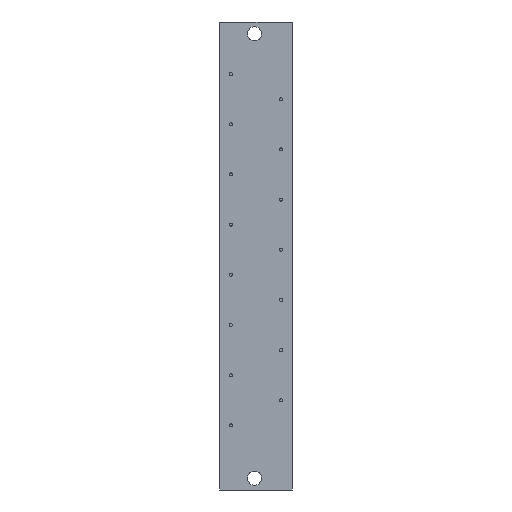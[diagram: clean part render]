
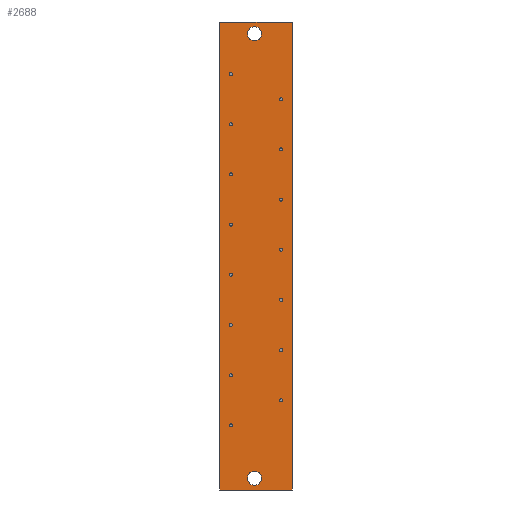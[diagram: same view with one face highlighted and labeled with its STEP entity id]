
A CAD part, front view. The second image highlights one B-rep face of the part: STEP entity #2688.
In plain terms, the highlighted planar face has unit normal (0, -1, 0).
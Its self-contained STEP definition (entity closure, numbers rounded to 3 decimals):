
#1697=LINE('',#8134,#2245);
#1727=LINE('',#8192,#2275);
#1735=LINE('',#8208,#2283);
#1806=LINE('',#8345,#2354);
#2245=VECTOR('',#6930,1.);
#2275=VECTOR('',#6984,1.);
#2283=VECTOR('',#6996,1.);
#2354=VECTOR('',#7125,1.);
#2438=FACE_BOUND('',#3368,.T.);
#2439=FACE_BOUND('',#3369,.T.);
#2440=FACE_BOUND('',#3370,.T.);
#2441=FACE_BOUND('',#3371,.T.);
#2442=FACE_BOUND('',#3372,.T.);
#2443=FACE_BOUND('',#3373,.T.);
#2444=FACE_BOUND('',#3374,.T.);
#2445=FACE_BOUND('',#3375,.T.);
#2446=FACE_BOUND('',#3376,.T.);
#2447=FACE_BOUND('',#3377,.T.);
#2448=FACE_BOUND('',#3378,.T.);
#2449=FACE_BOUND('',#3379,.T.);
#2450=FACE_BOUND('',#3380,.T.);
#2451=FACE_BOUND('',#3381,.T.);
#2452=FACE_BOUND('',#3382,.T.);
#2453=FACE_BOUND('',#3383,.T.);
#2454=FACE_BOUND('',#3384,.T.);
#2455=FACE_BOUND('',#3385,.T.);
#2688=ADVANCED_FACE('',(#2438,#2439,#2440,#2441,#2442,#2443,#2444,#2445,
#2446,#2447,#2448,#2449,#2450,#2451,#2452,#2453,#2454,#2455),#2905,.T.);
#2905=PLANE('',#6050);
#3368=EDGE_LOOP('',(#4529));
#3369=EDGE_LOOP('',(#4530));
#3370=EDGE_LOOP('',(#4531));
#3371=EDGE_LOOP('',(#4532));
#3372=EDGE_LOOP('',(#4533));
#3373=EDGE_LOOP('',(#4534));
#3374=EDGE_LOOP('',(#4535));
#3375=EDGE_LOOP('',(#4536));
#3376=EDGE_LOOP('',(#4537));
#3377=EDGE_LOOP('',(#4538));
#3378=EDGE_LOOP('',(#4539));
#3379=EDGE_LOOP('',(#4540));
#3380=EDGE_LOOP('',(#4541));
#3381=EDGE_LOOP('',(#4542));
#3382=EDGE_LOOP('',(#4543));
#3383=EDGE_LOOP('',(#4544));
#3384=EDGE_LOOP('',(#4545));
#3385=EDGE_LOOP('',(#4546,#4547,#4548,#4549));
#4529=ORIENTED_EDGE('',*,*,#4952,.T.);
#4530=ORIENTED_EDGE('',*,*,#4966,.T.);
#4531=ORIENTED_EDGE('',*,*,#4980,.T.);
#4532=ORIENTED_EDGE('',*,*,#4994,.T.);
#4533=ORIENTED_EDGE('',*,*,#5008,.T.);
#4534=ORIENTED_EDGE('',*,*,#5034,.T.);
#4535=ORIENTED_EDGE('',*,*,#5048,.T.);
#4536=ORIENTED_EDGE('',*,*,#5062,.T.);
#4537=ORIENTED_EDGE('',*,*,#5076,.T.);
#4538=ORIENTED_EDGE('',*,*,#5090,.T.);
#4539=ORIENTED_EDGE('',*,*,#5104,.T.);
#4540=ORIENTED_EDGE('',*,*,#5198,.T.);
#4541=ORIENTED_EDGE('',*,*,#5112,.T.);
#4542=ORIENTED_EDGE('',*,*,#5106,.T.);
#4543=ORIENTED_EDGE('',*,*,#5531,.T.);
#4544=ORIENTED_EDGE('',*,*,#5108,.T.);
#4545=ORIENTED_EDGE('',*,*,#5110,.T.);
#4546=ORIENTED_EDGE('',*,*,#5530,.T.);
#4547=ORIENTED_EDGE('',*,*,#5421,.T.);
#4548=ORIENTED_EDGE('',*,*,#5451,.T.);
#4549=ORIENTED_EDGE('',*,*,#5459,.F.);
#4554=VERTEX_POINT('',#7145);
#4564=VERTEX_POINT('',#7176);
#4574=VERTEX_POINT('',#7207);
#4584=VERTEX_POINT('',#7238);
#4594=VERTEX_POINT('',#7269);
#4612=VERTEX_POINT('',#7325);
#4622=VERTEX_POINT('',#7356);
#4632=VERTEX_POINT('',#7387);
#4642=VERTEX_POINT('',#7418);
#4652=VERTEX_POINT('',#7449);
#4662=VERTEX_POINT('',#7480);
#4664=VERTEX_POINT('',#7486);
#4666=VERTEX_POINT('',#7492);
#4668=VERTEX_POINT('',#7498);
#4670=VERTEX_POINT('',#7503);
#4732=VERTEX_POINT('',#7682);
#4889=VERTEX_POINT('',#8133);
#4890=VERTEX_POINT('',#8135);
#4905=VERTEX_POINT('',#8191);
#4911=VERTEX_POINT('',#8207);
#4949=VERTEX_POINT('',#8348);
#4952=EDGE_CURVE('',#4554,#4554,#5534,.T.);
#4966=EDGE_CURVE('',#4564,#4564,#5536,.T.);
#4980=EDGE_CURVE('',#4574,#4574,#5538,.T.);
#4994=EDGE_CURVE('',#4584,#4584,#5540,.T.);
#5008=EDGE_CURVE('',#4594,#4594,#5542,.T.);
#5034=EDGE_CURVE('',#4612,#4612,#5544,.T.);
#5048=EDGE_CURVE('',#4622,#4622,#5546,.T.);
#5062=EDGE_CURVE('',#4632,#4632,#5548,.T.);
#5076=EDGE_CURVE('',#4642,#4642,#5550,.T.);
#5090=EDGE_CURVE('',#4652,#4652,#5552,.T.);
#5104=EDGE_CURVE('',#4662,#4662,#5554,.T.);
#5106=EDGE_CURVE('',#4664,#4664,#5556,.T.);
#5108=EDGE_CURVE('',#4666,#4666,#5558,.T.);
#5110=EDGE_CURVE('',#4668,#4668,#5560,.T.);
#5112=EDGE_CURVE('',#4670,#4670,#5562,.T.);
#5198=EDGE_CURVE('',#4732,#4732,#5564,.T.);
#5421=EDGE_CURVE('',#4890,#4889,#1697,.T.);
#5451=EDGE_CURVE('',#4889,#4905,#1727,.T.);
#5459=EDGE_CURVE('',#4911,#4905,#1735,.T.);
#5530=EDGE_CURVE('',#4911,#4890,#1806,.T.);
#5531=EDGE_CURVE('',#4949,#4949,#5565,.T.);
#5534=CIRCLE('',#5789,0.3);
#5536=CIRCLE('',#5798,0.3);
#5538=CIRCLE('',#5807,0.3);
#5540=CIRCLE('',#5816,0.3);
#5542=CIRCLE('',#5825,0.3);
#5544=CIRCLE('',#5839,0.3);
#5546=CIRCLE('',#5848,0.3);
#5548=CIRCLE('',#5857,0.3);
#5550=CIRCLE('',#5866,0.3);
#5552=CIRCLE('',#5875,0.3);
#5554=CIRCLE('',#5884,0.3);
#5556=CIRCLE('',#5888,0.3);
#5558=CIRCLE('',#5892,0.3);
#5560=CIRCLE('',#5896,0.3);
#5562=CIRCLE('',#5899,1.425);
#5564=CIRCLE('',#5932,1.425);
#5565=CIRCLE('',#6049,0.3);
#5789=AXIS2_PLACEMENT_3D('',#7144,#6060,#6061);
#5798=AXIS2_PLACEMENT_3D('',#7175,#6090,#6091);
#5807=AXIS2_PLACEMENT_3D('',#7206,#6120,#6121);
#5816=AXIS2_PLACEMENT_3D('',#7237,#6150,#6151);
#5825=AXIS2_PLACEMENT_3D('',#7268,#6180,#6181);
#5839=AXIS2_PLACEMENT_3D('',#7324,#6232,#6233);
#5848=AXIS2_PLACEMENT_3D('',#7355,#6262,#6263);
#5857=AXIS2_PLACEMENT_3D('',#7386,#6292,#6293);
#5866=AXIS2_PLACEMENT_3D('',#7417,#6322,#6323);
#5875=AXIS2_PLACEMENT_3D('',#7448,#6352,#6353);
#5884=AXIS2_PLACEMENT_3D('',#7479,#6382,#6383);
#5888=AXIS2_PLACEMENT_3D('',#7485,#6390,#6391);
#5892=AXIS2_PLACEMENT_3D('',#7491,#6398,#6399);
#5896=AXIS2_PLACEMENT_3D('',#7497,#6406,#6407);
#5899=AXIS2_PLACEMENT_3D('',#7502,#6412,#6413);
#5932=AXIS2_PLACEMENT_3D('',#7681,#6562,#6563);
#6049=AXIS2_PLACEMENT_3D('',#8347,#7128,#7129);
#6050=AXIS2_PLACEMENT_3D('',#8349,#7130,#7131);
#6060=DIRECTION('',(0.,1.,0.));
#6061=DIRECTION('',(0.,0.,1.));
#6090=DIRECTION('',(0.,1.,0.));
#6091=DIRECTION('',(0.,0.,1.));
#6120=DIRECTION('',(0.,1.,0.));
#6121=DIRECTION('',(0.,0.,1.));
#6150=DIRECTION('',(0.,1.,0.));
#6151=DIRECTION('',(0.,0.,1.));
#6180=DIRECTION('',(0.,1.,0.));
#6181=DIRECTION('',(0.,0.,1.));
#6232=DIRECTION('',(0.,1.,0.));
#6233=DIRECTION('',(0.,0.,1.));
#6262=DIRECTION('',(0.,1.,0.));
#6263=DIRECTION('',(0.,0.,1.));
#6292=DIRECTION('',(0.,1.,0.));
#6293=DIRECTION('',(0.,0.,1.));
#6322=DIRECTION('',(0.,1.,0.));
#6323=DIRECTION('',(0.,0.,1.));
#6352=DIRECTION('',(0.,1.,0.));
#6353=DIRECTION('',(0.,0.,1.));
#6382=DIRECTION('',(0.,1.,0.));
#6383=DIRECTION('',(0.,0.,1.));
#6390=DIRECTION('',(0.,1.,0.));
#6391=DIRECTION('',(0.,0.,1.));
#6398=DIRECTION('',(0.,1.,0.));
#6399=DIRECTION('',(0.,0.,1.));
#6406=DIRECTION('',(0.,1.,0.));
#6407=DIRECTION('',(0.,0.,1.));
#6412=DIRECTION('',(0.,1.,0.));
#6413=DIRECTION('',(0.,0.,-1.));
#6562=DIRECTION('',(0.,1.,0.));
#6563=DIRECTION('',(0.,0.,-1.));
#6930=DIRECTION('',(0.,0.,1.));
#6984=DIRECTION('',(-1.,0.,0.));
#6996=DIRECTION('',(0.,0.,1.));
#7125=DIRECTION('',(1.,0.,0.));
#7128=DIRECTION('',(0.,1.,0.));
#7129=DIRECTION('',(0.,0.,1.));
#7130=DIRECTION('',(0.,-1.,0.));
#7131=DIRECTION('',(1.,0.,0.));
#7144=CARTESIAN_POINT('',(5.08,0.,21.59));
#7145=CARTESIAN_POINT('',(5.08,0.,21.89));
#7175=CARTESIAN_POINT('',(5.08,0.,11.43));
#7176=CARTESIAN_POINT('',(5.08,0.,11.73));
#7206=CARTESIAN_POINT('',(5.08,0.,1.27));
#7207=CARTESIAN_POINT('',(5.08,0.,1.57));
#7237=CARTESIAN_POINT('',(5.08,0.,-8.89));
#7238=CARTESIAN_POINT('',(5.08,0.,-8.59));
#7268=CARTESIAN_POINT('',(5.08,0.,-19.05));
#7269=CARTESIAN_POINT('',(5.08,0.,-18.75));
#7324=CARTESIAN_POINT('',(-5.08,0.,26.67));
#7325=CARTESIAN_POINT('',(-5.08,0.,26.97));
#7355=CARTESIAN_POINT('',(-5.08,0.,16.51));
#7356=CARTESIAN_POINT('',(-5.08,0.,16.81));
#7386=CARTESIAN_POINT('',(-5.08,0.,6.35));
#7387=CARTESIAN_POINT('',(-5.08,0.,6.65));
#7417=CARTESIAN_POINT('',(-5.08,0.,-3.81));
#7418=CARTESIAN_POINT('',(-5.08,0.,-3.51));
#7448=CARTESIAN_POINT('',(-5.08,0.,-13.97));
#7449=CARTESIAN_POINT('',(-5.08,0.,-13.67));
#7479=CARTESIAN_POINT('',(-5.08,0.,-24.13));
#7480=CARTESIAN_POINT('',(-5.08,0.,-23.83));
#7485=CARTESIAN_POINT('',(5.08,0.,31.75));
#7486=CARTESIAN_POINT('',(5.08,0.,32.05));
#7491=CARTESIAN_POINT('',(-5.08,0.,36.83));
#7492=CARTESIAN_POINT('',(-5.08,0.,37.13));
#7497=CARTESIAN_POINT('',(-5.08,0.,-34.29));
#7498=CARTESIAN_POINT('',(-5.08,0.,-33.99));
#7502=CARTESIAN_POINT('',(-0.3,0.,-45.));
#7503=CARTESIAN_POINT('',(-0.3,0.,-46.425));
#7681=CARTESIAN_POINT('',(-0.3,0.,45.));
#7682=CARTESIAN_POINT('',(-0.3,0.,43.575));
#8133=CARTESIAN_POINT('',(7.35,0.,47.375));
#8134=CARTESIAN_POINT('',(7.35,0.,-47.375));
#8135=CARTESIAN_POINT('',(7.35,0.,-47.375));
#8191=CARTESIAN_POINT('',(-7.35,0.,47.375));
#8192=CARTESIAN_POINT('',(7.35,0.,47.375));
#8207=CARTESIAN_POINT('',(-7.35,0.,-47.375));
#8208=CARTESIAN_POINT('',(-7.35,0.,-47.375));
#8345=CARTESIAN_POINT('',(-7.35,0.,-47.375));
#8347=CARTESIAN_POINT('',(5.08,0.,-29.21));
#8348=CARTESIAN_POINT('',(5.08,0.,-28.91));
#8349=CARTESIAN_POINT('',(-7.35,0.,-47.375));
